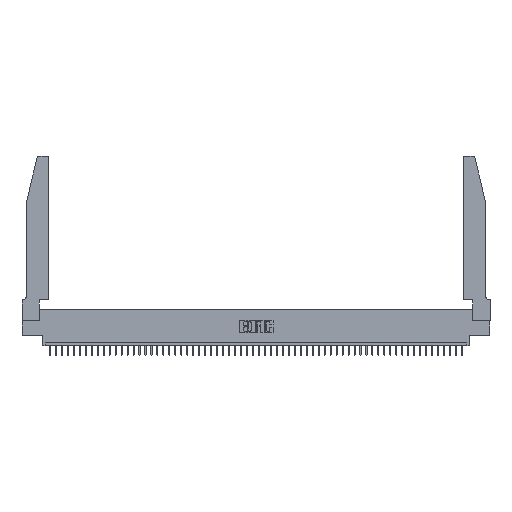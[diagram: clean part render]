
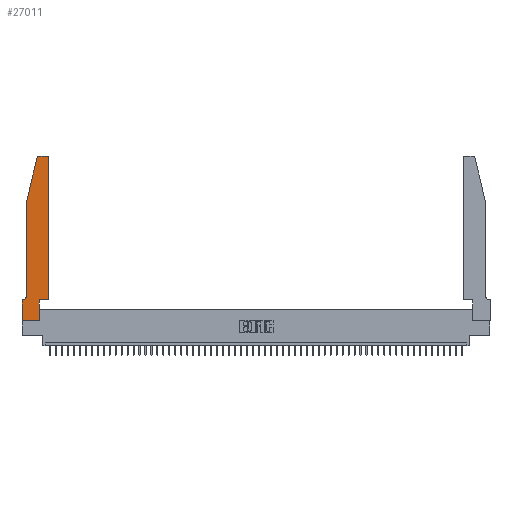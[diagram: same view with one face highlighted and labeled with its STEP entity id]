
A CAD part, top view. The second image highlights one B-rep face of the part: STEP entity #27011.
In plain terms, the highlighted planar face has unit normal (0, 0, 1).
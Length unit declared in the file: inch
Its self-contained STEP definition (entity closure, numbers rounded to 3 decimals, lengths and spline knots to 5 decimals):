
#1038 = AXIS2_PLACEMENT_3D ( 'NONE', #46336, #29800, #38166 ) ;
#1108 = ORIENTED_EDGE ( 'NONE', *, *, #16241, .T. ) ;
#1656 = CIRCLE ( 'NONE', #18483, 0.07 ) ;
#2144 = ORIENTED_EDGE ( 'NONE', *, *, #40582, .T. ) ;
#3294 = VERTEX_POINT ( 'NONE', #6494 ) ;
#4442 = DIRECTION ( 'NONE',  ( -1., 0., 0. ) ) ;
#6494 = CARTESIAN_POINT ( 'NONE',  ( 0.2865, 0.35, 0.37 ) ) ;
#6810 = CARTESIAN_POINT ( 'NONE',  ( 0.0755, 0.35, 0.37 ) ) ;
#6822 = EDGE_CURVE ( 'NONE', #53150, #12294, #23047, .T. ) ;
#6910 = EDGE_CURVE ( 'NONE', #30535, #3294, #25641, .T. ) ;
#7107 = DIRECTION ( 'NONE',  ( 1., 0., 0. ) ) ;
#7286 = DIRECTION ( 'NONE',  ( 0., 0., 1. ) ) ;
#8872 = DIRECTION ( 'NONE',  ( -1., 0., 0. ) ) ;
#9038 = ORIENTED_EDGE ( 'NONE', *, *, #6910, .T. ) ;
#9191 = DIRECTION ( 'NONE',  ( -0.239, -0.971, 0. ) ) ;
#9220 = LINE ( 'NONE', #40590, #30091 ) ;
#9703 = FACE_OUTER_BOUND ( 'NONE', #39815, .T. ) ;
#9827 = ORIENTED_EDGE ( 'NONE', *, *, #28091, .T. ) ;
#11050 = CARTESIAN_POINT ( 'NONE',  ( 0.4205, 2.72, 0.37 ) ) ;
#11201 = ORIENTED_EDGE ( 'NONE', *, *, #53741, .T. ) ;
#11252 = CARTESIAN_POINT ( 'NONE',  ( 0., 0., 0.37 ) ) ;
#11541 = LINE ( 'NONE', #16721, #30443 ) ;
#11873 = LINE ( 'NONE', #49731, #33999 ) ;
#12294 = VERTEX_POINT ( 'NONE', #19633 ) ;
#12658 = CARTESIAN_POINT ( 'NONE',  ( 0.25487, 2.72718, 0.37 ) ) ;
#14607 = VECTOR ( 'NONE', #21152, 39.37008 ) ;
#14660 = ORIENTED_EDGE ( 'NONE', *, *, #6822, .T. ) ;
#15371 = ORIENTED_EDGE ( 'NONE', *, *, #36673, .T. ) ;
#15386 = ORIENTED_EDGE ( 'NONE', *, *, #48241, .T. ) ;
#15625 = LINE ( 'NONE', #50578, #30560 ) ;
#15839 = LINE ( 'NONE', #21346, #52894 ) ;
#16241 = EDGE_CURVE ( 'NONE', #3294, #46531, #9220, .T. ) ;
#16721 = CARTESIAN_POINT ( 'NONE',  ( 0.0755, 2., 0.37 ) ) ;
#18150 = CARTESIAN_POINT ( 'NONE',  ( 0.284, 2.72, 0.37 ) ) ;
#18483 = AXIS2_PLACEMENT_3D ( 'NONE', #25286, #21084, #8872 ) ;
#18705 = DIRECTION ( 'NONE',  ( 0., 0., 1. ) ) ;
#19193 = CARTESIAN_POINT ( 'NONE',  ( 0.284, 2.75, 0.37 ) ) ;
#19633 = CARTESIAN_POINT ( 'NONE',  ( 0., 0.35, 0.37 ) ) ;
#19689 = VECTOR ( 'NONE', #9191, 39.37008 ) ;
#19694 = DIRECTION ( 'NONE',  ( -1., 0., 0. ) ) ;
#20637 = DIRECTION ( 'NONE',  ( 0., -1., 0. ) ) ;
#21084 = DIRECTION ( 'NONE',  ( 0., 0., -1. ) ) ;
#21152 = DIRECTION ( 'NONE',  ( 0., 1., 0. ) ) ;
#21346 = CARTESIAN_POINT ( 'NONE',  ( 0., 0., 0.37 ) ) ;
#22311 = DIRECTION ( 'NONE',  ( 1., 0., 0. ) ) ;
#23047 = LINE ( 'NONE', #6810, #41289 ) ;
#24069 = CARTESIAN_POINT ( 'NONE',  ( 0.0755, 0.42, 0.37 ) ) ;
#24181 = ORIENTED_EDGE ( 'NONE', *, *, #32009, .T. ) ;
#24975 = CARTESIAN_POINT ( 'NONE',  ( 0.4505, 2.72, 0.37 ) ) ;
#25286 = CARTESIAN_POINT ( 'NONE',  ( 0.0055, 0.42, 0.37 ) ) ;
#25641 = LINE ( 'NONE', #37734, #14607 ) ;
#27011 = ADVANCED_FACE ( 'NONE', ( #9703 ), #30521, .T. ) ;
#27555 = VECTOR ( 'NONE', #44748, 39.37008 ) ;
#28091 = EDGE_CURVE ( 'NONE', #32784, #41517, #40261, .T. ) ;
#28320 = CARTESIAN_POINT ( 'NONE',  ( 0., 0., 0.37 ) ) ;
#29298 = AXIS2_PLACEMENT_3D ( 'NONE', #11050, #7286, #7107 ) ;
#29800 = DIRECTION ( 'NONE',  ( 0., 0., 1. ) ) ;
#30083 = ORIENTED_EDGE ( 'NONE', *, *, #52512, .T. ) ;
#30091 = VECTOR ( 'NONE', #48030, 39.37008 ) ;
#30443 = VECTOR ( 'NONE', #33461, 39.37008 ) ;
#30521 = PLANE ( 'NONE',  #1038 ) ;
#30535 = VERTEX_POINT ( 'NONE', #46550 ) ;
#30560 = VECTOR ( 'NONE', #47313, 39.37008 ) ;
#31384 = ORIENTED_EDGE ( 'NONE', *, *, #53716, .T. ) ;
#31561 = VERTEX_POINT ( 'NONE', #11252 ) ;
#32009 = EDGE_CURVE ( 'NONE', #46531, #38408, #15625, .T. ) ;
#32612 = CARTESIAN_POINT ( 'NONE',  ( 0.0755, 2., 0.37 ) ) ;
#32758 = CIRCLE ( 'NONE', #29298, 0.03 ) ;
#32784 = VERTEX_POINT ( 'NONE', #19193 ) ;
#33461 = DIRECTION ( 'NONE',  ( 0., -1., 0. ) ) ;
#33999 = VECTOR ( 'NONE', #4442, 39.37008 ) ;
#34137 = CARTESIAN_POINT ( 'NONE',  ( 0.0055, 0.35, 0.37 ) ) ;
#34691 = CARTESIAN_POINT ( 'NONE',  ( 0.0755, 2., 0.37 ) ) ;
#36607 = LINE ( 'NONE', #34691, #19689 ) ;
#36673 = EDGE_CURVE ( 'NONE', #41517, #41125, #36607, .T. ) ;
#37734 = CARTESIAN_POINT ( 'NONE',  ( 0.2865, 0.35, 0.37 ) ) ;
#38166 = DIRECTION ( 'NONE',  ( 1., 0., 0. ) ) ;
#38408 = VERTEX_POINT ( 'NONE', #24975 ) ;
#39815 = EDGE_LOOP ( 'NONE', ( #31384, #9827, #15371, #15386, #30083, #14660, #11201, #40854, #9038, #1108, #24181, #2144 ) ) ;
#39888 = VERTEX_POINT ( 'NONE', #24069 ) ;
#40261 = CIRCLE ( 'NONE', #43264, 0.03 ) ;
#40582 = EDGE_CURVE ( 'NONE', #38408, #41573, #32758, .T. ) ;
#40590 = CARTESIAN_POINT ( 'NONE',  ( 0.4505, 0.35, 0.37 ) ) ;
#40854 = ORIENTED_EDGE ( 'NONE', *, *, #44887, .T. ) ;
#40939 = CARTESIAN_POINT ( 'NONE',  ( 0.4505, 0.35, 0.37 ) ) ;
#41125 = VERTEX_POINT ( 'NONE', #32612 ) ;
#41289 = VECTOR ( 'NONE', #19694, 39.37008 ) ;
#41517 = VERTEX_POINT ( 'NONE', #12658 ) ;
#41573 = VERTEX_POINT ( 'NONE', #46839 ) ;
#43264 = AXIS2_PLACEMENT_3D ( 'NONE', #18150, #18705, #22311 ) ;
#44748 = DIRECTION ( 'NONE',  ( 1., 0., 0. ) ) ;
#44887 = EDGE_CURVE ( 'NONE', #31561, #30535, #52934, .T. ) ;
#46336 = CARTESIAN_POINT ( 'NONE',  ( 0., 0.35, 0.37 ) ) ;
#46531 = VERTEX_POINT ( 'NONE', #40939 ) ;
#46550 = CARTESIAN_POINT ( 'NONE',  ( 0.2865, 0., 0.37 ) ) ;
#46839 = CARTESIAN_POINT ( 'NONE',  ( 0.4205, 2.75, 0.37 ) ) ;
#47313 = DIRECTION ( 'NONE',  ( 0., 1., 0. ) ) ;
#48030 = DIRECTION ( 'NONE',  ( 1., 0., 0. ) ) ;
#48241 = EDGE_CURVE ( 'NONE', #41125, #39888, #11541, .T. ) ;
#49731 = CARTESIAN_POINT ( 'NONE',  ( 0.2605, 2.75, 0.37 ) ) ;
#50578 = CARTESIAN_POINT ( 'NONE',  ( 0.4505, 0.35, 0.37 ) ) ;
#52512 = EDGE_CURVE ( 'NONE', #39888, #53150, #1656, .T. ) ;
#52894 = VECTOR ( 'NONE', #20637, 39.37008 ) ;
#52934 = LINE ( 'NONE', #28320, #27555 ) ;
#53150 = VERTEX_POINT ( 'NONE', #34137 ) ;
#53716 = EDGE_CURVE ( 'NONE', #41573, #32784, #11873, .T. ) ;
#53741 = EDGE_CURVE ( 'NONE', #12294, #31561, #15839, .T. ) ;
